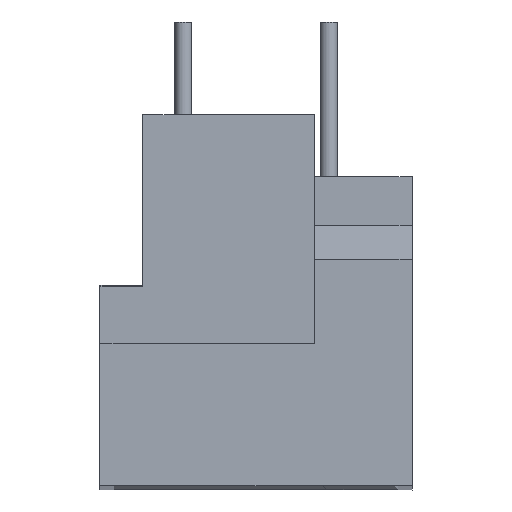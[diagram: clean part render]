
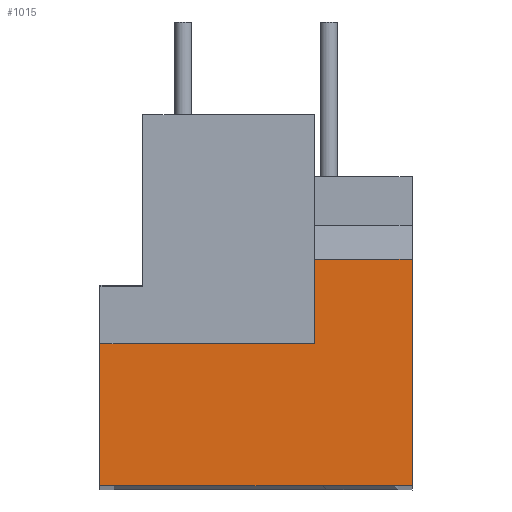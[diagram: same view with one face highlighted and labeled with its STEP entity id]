
A CAD part, top view. The second image highlights one B-rep face of the part: STEP entity #1015.
In plain terms, the highlighted planar face has unit normal (0, 0, 1).
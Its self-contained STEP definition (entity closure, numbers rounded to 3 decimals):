
#432=LINE('',#4411,#560);
#436=LINE('',#4420,#564);
#445=LINE('',#4437,#573);
#481=LINE('',#4509,#609);
#483=LINE('',#4513,#611);
#485=LINE('',#4517,#613);
#560=VECTOR('',#3765,1.);
#564=VECTOR('',#3771,1.);
#573=VECTOR('',#3784,1.);
#609=VECTOR('',#3848,1.);
#611=VECTOR('',#3852,1.);
#613=VECTOR('',#3856,1.);
#726=PLANE('',#3109);
#837=FACE_OUTER_BOUND('',#1570,.T.);
#1015=ADVANCED_FACE('',(#837),#726,.T.);
#1570=EDGE_LOOP('',(#2071,#2072,#2073,#2074,#2075,#2076));
#2071=ORIENTED_EDGE('',*,*,#2595,.T.);
#2072=ORIENTED_EDGE('',*,*,#2593,.F.);
#2073=ORIENTED_EDGE('',*,*,#2544,.F.);
#2074=ORIENTED_EDGE('',*,*,#2557,.F.);
#2075=ORIENTED_EDGE('',*,*,#2548,.F.);
#2076=ORIENTED_EDGE('',*,*,#2597,.T.);
#2305=VERTEX_POINT('',#4412);
#2306=VERTEX_POINT('',#4413);
#2308=VERTEX_POINT('',#4419);
#2309=VERTEX_POINT('',#4421);
#2337=VERTEX_POINT('',#4510);
#2338=VERTEX_POINT('',#4514);
#2544=EDGE_CURVE('',#2305,#2306,#432,.T.);
#2548=EDGE_CURVE('',#2308,#2309,#436,.T.);
#2557=EDGE_CURVE('',#2309,#2305,#445,.T.);
#2593=EDGE_CURVE('',#2306,#2337,#481,.T.);
#2595=EDGE_CURVE('',#2338,#2337,#483,.T.);
#2597=EDGE_CURVE('',#2308,#2338,#485,.T.);
#3109=AXIS2_PLACEMENT_3D('',#4518,#3857,#3858);
#3765=DIRECTION('',(-1.,0.,0.));
#3771=DIRECTION('',(1.,0.,0.));
#3784=DIRECTION('',(0.,-1.,0.));
#3848=DIRECTION('',(0.,1.,0.));
#3852=DIRECTION('',(-1.,0.,0.));
#3856=DIRECTION('',(0.,-1.,0.));
#3857=DIRECTION('',(0.,0.,1.));
#3858=DIRECTION('',(0.,-1.,0.));
#4411=CARTESIAN_POINT('',(10.9,0.,87.4));
#4412=CARTESIAN_POINT('',(10.9,0.,87.4));
#4413=CARTESIAN_POINT('',(0.,0.,87.4));
#4419=CARTESIAN_POINT('',(7.5,7.906,87.4));
#4420=CARTESIAN_POINT('',(7.5,7.906,87.4));
#4421=CARTESIAN_POINT('',(10.9,7.906,87.4));
#4437=CARTESIAN_POINT('',(10.9,7.906,87.4));
#4509=CARTESIAN_POINT('',(0.,0.,87.4));
#4510=CARTESIAN_POINT('',(0.,4.95,87.4));
#4513=CARTESIAN_POINT('',(7.5,4.95,87.4));
#4514=CARTESIAN_POINT('',(7.5,4.95,87.4));
#4517=CARTESIAN_POINT('',(7.5,7.906,87.4));
#4518=CARTESIAN_POINT('',(0.,7.906,87.4));
